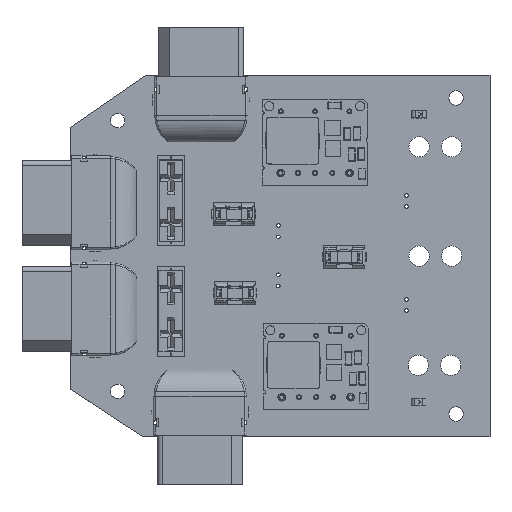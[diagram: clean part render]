
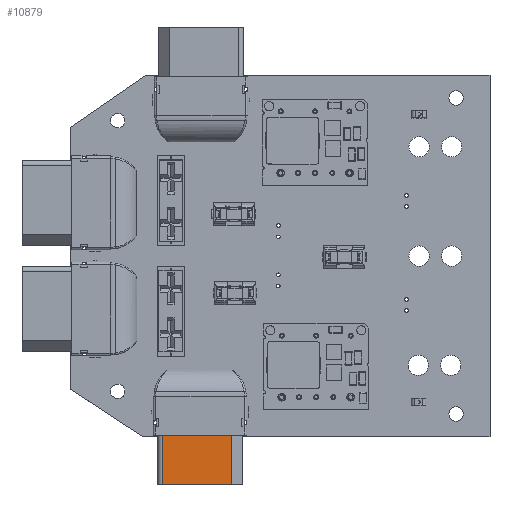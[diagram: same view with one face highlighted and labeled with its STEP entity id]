
A CAD part, top view. The second image highlights one B-rep face of the part: STEP entity #10879.
In plain terms, the highlighted face is planar.
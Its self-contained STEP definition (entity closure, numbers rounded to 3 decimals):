
#10640 = VERTEX_POINT('',#10641);
#10641 = CARTESIAN_POINT('',(8.4,9.55,-2.8));
#10648 = EDGE_CURVE('',#10649,#10640,#10651,.T.);
#10649 = VERTEX_POINT('',#10650);
#10650 = CARTESIAN_POINT('',(-6.9,9.55,-2.8));
#10651 = LINE('',#10652,#10653);
#10652 = CARTESIAN_POINT('',(8.4,9.55,-2.8));
#10653 = VECTOR('',#10654,1.);
#10654 = DIRECTION('',(1.,0.,0.));
#10775 = VERTEX_POINT('',#10776);
#10776 = CARTESIAN_POINT('',(-6.9,9.55,-13.8));
#10782 = EDGE_CURVE('',#10775,#10783,#10785,.T.);
#10783 = VERTEX_POINT('',#10784);
#10784 = CARTESIAN_POINT('',(8.4,9.55,-13.8));
#10785 = LINE('',#10786,#10787);
#10786 = CARTESIAN_POINT('',(8.4,9.55,-13.8));
#10787 = VECTOR('',#10788,1.);
#10788 = DIRECTION('',(1.,-0.,0.));
#10879 = ADVANCED_FACE('',(#10880),#10896,.F.);
#10880 = FACE_BOUND('',#10881,.T.);
#10881 = EDGE_LOOP('',(#10882,#10888,#10889,#10895));
#10882 = ORIENTED_EDGE('',*,*,#10883,.F.);
#10883 = EDGE_CURVE('',#10783,#10640,#10884,.T.);
#10884 = LINE('',#10885,#10886);
#10885 = CARTESIAN_POINT('',(8.4,9.55,-13.8));
#10886 = VECTOR('',#10887,1.);
#10887 = DIRECTION('',(-0.,0.,1.));
#10888 = ORIENTED_EDGE('',*,*,#10782,.F.);
#10889 = ORIENTED_EDGE('',*,*,#10890,.F.);
#10890 = EDGE_CURVE('',#10649,#10775,#10891,.T.);
#10891 = LINE('',#10892,#10893);
#10892 = CARTESIAN_POINT('',(-6.9,9.55,-13.8));
#10893 = VECTOR('',#10894,1.);
#10894 = DIRECTION('',(0.,-0.,-1.));
#10895 = ORIENTED_EDGE('',*,*,#10648,.T.);
#10896 = PLANE('',#10897);
#10897 = AXIS2_PLACEMENT_3D('',#10898,#10899,#10900);
#10898 = CARTESIAN_POINT('',(-6.9,9.55,-13.8));
#10899 = DIRECTION('',(0.,-1.,0.));
#10900 = DIRECTION('',(0.,-0.,-1.));
